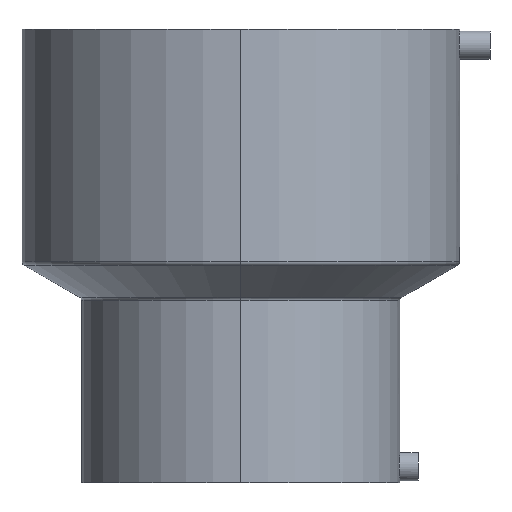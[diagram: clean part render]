
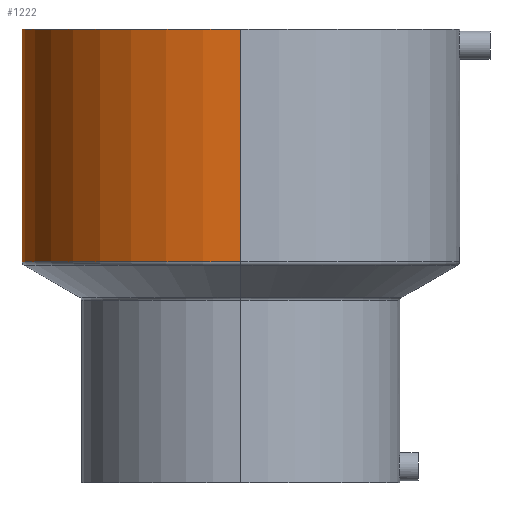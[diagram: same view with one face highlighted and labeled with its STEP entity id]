
A CAD part, left-side view. The second image highlights one B-rep face of the part: STEP entity #1222.
In plain terms, the highlighted cylindrical face has radius 108 mm (diameter 216 mm), a partial arc.
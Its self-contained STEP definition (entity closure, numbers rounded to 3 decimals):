
#71 = LINE ( 'NONE', #458, #706 ) ;
#87 = CIRCLE ( 'NONE', #595, 108. ) ;
#111 = VERTEX_POINT ( 'NONE', #1201 ) ;
#154 = DIRECTION ( 'NONE',  ( 0., 0., -1. ) ) ;
#170 = CARTESIAN_POINT ( 'NONE',  ( -108., 0., 9.08 ) ) ;
#180 = CYLINDRICAL_SURFACE ( 'NONE', #707, 108. ) ;
#183 = EDGE_CURVE ( 'NONE', #1101, #111, #87, .T. ) ;
#221 = DIRECTION ( 'NONE',  ( 0., 0., -1. ) ) ;
#235 = DIRECTION ( 'NONE',  ( 0., 0., -1. ) ) ;
#243 = AXIS2_PLACEMENT_3D ( 'NONE', #1171, #792, #1155 ) ;
#289 = VECTOR ( 'NONE', #221, 1000. ) ;
#294 = FACE_OUTER_BOUND ( 'NONE', #396, .T. ) ;
#308 = DIRECTION ( 'NONE',  ( 0., 0., -1. ) ) ;
#396 = EDGE_LOOP ( 'NONE', ( #917, #877, #1074, #831 ) ) ;
#432 = CARTESIAN_POINT ( 'NONE',  ( -108., 0., -16.533 ) ) ;
#458 = CARTESIAN_POINT ( 'NONE',  ( 108., 0., -16.533 ) ) ;
#544 = VERTEX_POINT ( 'NONE', #705 ) ;
#595 = AXIS2_PLACEMENT_3D ( 'NONE', #1091, #235, #618 ) ;
#610 = LINE ( 'NONE', #432, #289 ) ;
#618 = DIRECTION ( 'NONE',  ( -1., 0., 0. ) ) ;
#670 = EDGE_CURVE ( 'NONE', #111, #544, #71, .T. ) ;
#680 = VERTEX_POINT ( 'NONE', #170 ) ;
#705 = CARTESIAN_POINT ( 'NONE',  ( 108., 0., 9.08 ) ) ;
#706 = VECTOR ( 'NONE', #154, 1000. ) ;
#707 = AXIS2_PLACEMENT_3D ( 'NONE', #968, #308, #1054 ) ;
#736 = CARTESIAN_POINT ( 'NONE',  ( -108., 0., 123.924 ) ) ;
#792 = DIRECTION ( 'NONE',  ( 0., 0., -1. ) ) ;
#831 = ORIENTED_EDGE ( 'NONE', *, *, #1017, .F. ) ;
#877 = ORIENTED_EDGE ( 'NONE', *, *, #670, .T. ) ;
#909 = EDGE_CURVE ( 'NONE', #680, #544, #1067, .T. ) ;
#917 = ORIENTED_EDGE ( 'NONE', *, *, #183, .T. ) ;
#968 = CARTESIAN_POINT ( 'NONE',  ( 0., 0., -16.533 ) ) ;
#1017 = EDGE_CURVE ( 'NONE', #1101, #680, #610, .T. ) ;
#1054 = DIRECTION ( 'NONE',  ( -1., 0., 0. ) ) ;
#1067 = CIRCLE ( 'NONE', #243, 108. ) ;
#1074 = ORIENTED_EDGE ( 'NONE', *, *, #909, .F. ) ;
#1091 = CARTESIAN_POINT ( 'NONE',  ( 0., 0., 123.924 ) ) ;
#1101 = VERTEX_POINT ( 'NONE', #736 ) ;
#1155 = DIRECTION ( 'NONE',  ( -1., 0., 0. ) ) ;
#1171 = CARTESIAN_POINT ( 'NONE',  ( 0., 0., 9.08 ) ) ;
#1201 = CARTESIAN_POINT ( 'NONE',  ( 108., 0., 123.924 ) ) ;
#1222 = ADVANCED_FACE ( 'NONE', ( #294 ), #180, .T. ) ;
